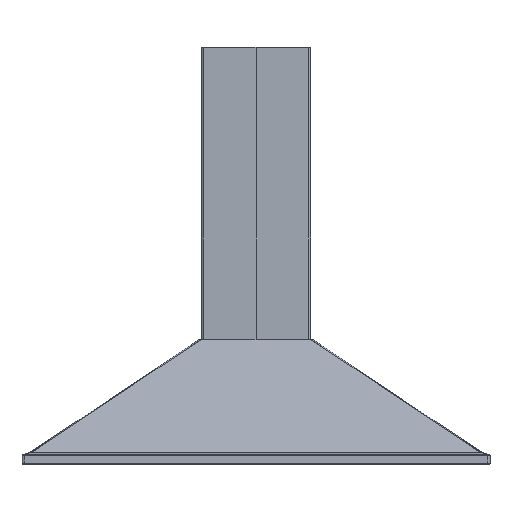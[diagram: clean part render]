
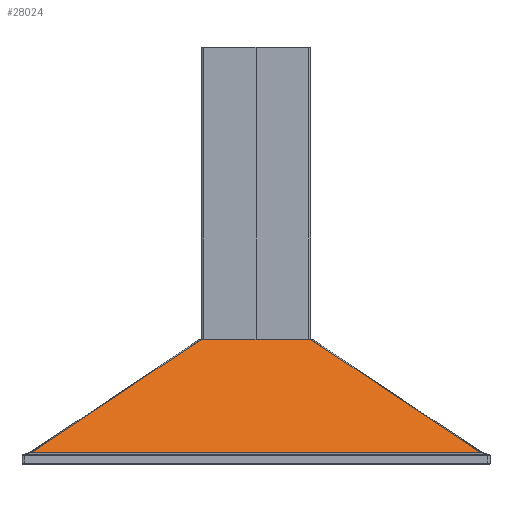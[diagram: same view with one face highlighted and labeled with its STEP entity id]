
A CAD part, top view. The second image highlights one B-rep face of the part: STEP entity #28024.
In plain terms, the highlighted planar face has unit normal (0, 0.775, 0.632).
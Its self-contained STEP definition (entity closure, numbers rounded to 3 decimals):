
#15669=DIRECTION('',(1.,0.,0.));
#15670=VECTOR('',#15669,2.802);
#15671=CARTESIAN_POINT('',(-105.302,240.,207.5));
#15672=LINE('',#15671,#15670);
#15673=DIRECTION('',(0.,0.632,-0.775));
#15674=VECTOR('',#15673,0.534);
#15675=CARTESIAN_POINT('',(-102.5,239.663,207.914));
#15676=LINE('',#15675,#15674);
#15677=DIRECTION('',(0.,0.632,-0.775));
#15678=VECTOR('',#15677,0.534);
#15679=CARTESIAN_POINT('',(102.5,239.663,207.914));
#15680=LINE('',#15679,#15678);
#15681=DIRECTION('',(1.,0.,0.));
#15682=VECTOR('',#15681,2.802);
#15683=CARTESIAN_POINT('',(102.5,240.,207.5));
#15684=LINE('',#15683,#15682);
#15758=DIRECTION('',(-0.686,-0.46,0.564));
#15759=VECTOR('',#15758,473.931);
#15760=CARTESIAN_POINT('',(-105.302,240.,207.5));
#15761=LINE('',#15760,#15759);
#19530=CARTESIAN_POINT('',(105.302,240.,207.5));
#19558=DIRECTION('',(0.686,-0.46,0.564));
#19559=VECTOR('',#19558,473.931);
#19560=CARTESIAN_POINT('',(105.302,240.,207.5));
#19561=LINE('',#19560,#19559);
#19922=DIRECTION('',(-1.,0.,0.));
#19923=VECTOR('',#19922,860.996);
#19924=CARTESIAN_POINT('',(430.498,22.204,474.75));
#19925=LINE('',#19924,#19923);
#23955=CARTESIAN_POINT('',(-105.302,240.,207.5));
#25583=DIRECTION('',(-1.,0.,0.));
#25584=VECTOR('',#25583,205.);
#25585=CARTESIAN_POINT('',(102.5,239.663,207.914));
#25586=LINE('',#25585,#25584);
#25937=CARTESIAN_POINT('',(430.498,22.204,474.75));
#25938=VERTEX_POINT('',#25937);
#25941=CARTESIAN_POINT('',(-430.498,22.204,
474.75));
#25942=VERTEX_POINT('',#25941);
#25948=VERTEX_POINT('',#19530);
#25952=VERTEX_POINT('',#23955);
#26549=CARTESIAN_POINT('',(102.5,239.663,207.914));
#26550=CARTESIAN_POINT('',(102.5,240.,207.5));
#26551=VERTEX_POINT('',#26549);
#26552=VERTEX_POINT('',#26550);
#26557=CARTESIAN_POINT('',(-102.5,239.663,207.914));
#26558=CARTESIAN_POINT('',(-102.5,240.,207.5));
#26559=VERTEX_POINT('',#26557);
#26560=VERTEX_POINT('',#26558);
#28001=CARTESIAN_POINT('',(0.,245.833,200.342));
#28002=DIRECTION('',(0.,0.775,0.632));
#28003=DIRECTION('',(1.,0.,0.));
#28004=AXIS2_PLACEMENT_3D('',#28001,#28002,#28003);
#28005=PLANE('',#28004);
#28007=ORIENTED_EDGE('',*,*,#28006,.T.);
#28009=ORIENTED_EDGE('',*,*,#28008,.F.);
#28011=ORIENTED_EDGE('',*,*,#28010,.F.);
#28013=ORIENTED_EDGE('',*,*,#28012,.T.);
#28015=ORIENTED_EDGE('',*,*,#28014,.T.);
#28017=ORIENTED_EDGE('',*,*,#28016,.T.);
#28019=ORIENTED_EDGE('',*,*,#28018,.T.);
#28021=ORIENTED_EDGE('',*,*,#28020,.F.);
#28022=EDGE_LOOP('',(#28007,#28009,#28011,#28013,#28015,#28017,#28019,#28021));
#28023=FACE_OUTER_BOUND('',#28022,.F.);
#28024=ADVANCED_FACE('',(#28023),#28005,.T.);
#28006=EDGE_CURVE('',#25952,#26560,#15672,.T.);
#28008=EDGE_CURVE('',#26559,#26560,#15676,.T.);
#28010=EDGE_CURVE('',#26551,#26559,#25586,.T.);
#28012=EDGE_CURVE('',#26551,#26552,#15680,.T.);
#28014=EDGE_CURVE('',#26552,#25948,#15684,.T.);
#28016=EDGE_CURVE('',#25948,#25938,#19561,.T.);
#28018=EDGE_CURVE('',#25938,#25942,#19925,.T.);
#28020=EDGE_CURVE('',#25952,#25942,#15761,.T.);
